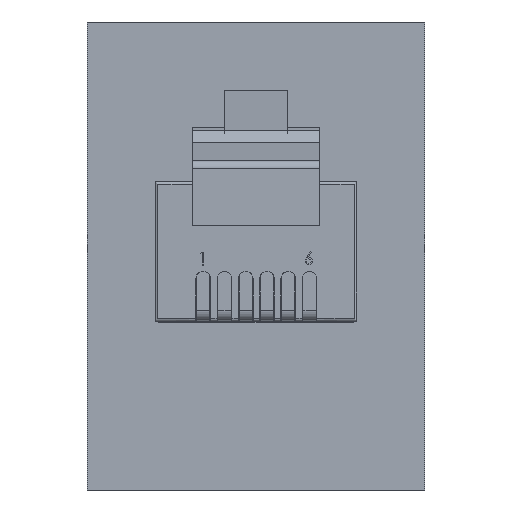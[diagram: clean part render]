
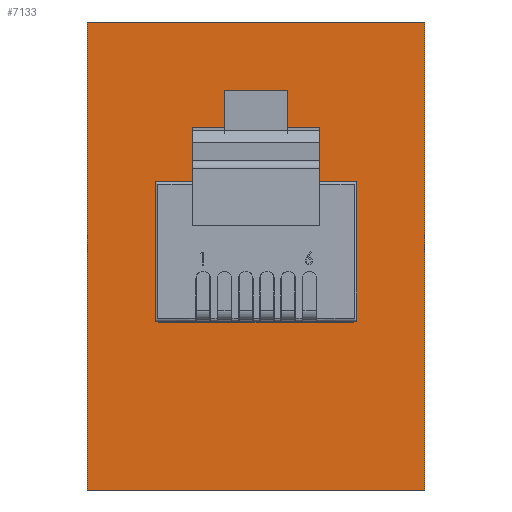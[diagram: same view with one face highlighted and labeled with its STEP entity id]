
A CAD part, front view. The second image highlights one B-rep face of the part: STEP entity #7133.
In plain terms, the highlighted planar face has unit normal (0, -1, 0).
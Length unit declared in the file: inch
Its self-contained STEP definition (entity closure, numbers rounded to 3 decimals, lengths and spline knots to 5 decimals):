
#7034 = VERTEX_POINT ( 'NONE', #7949 ) ;
#7036 = VERTEX_POINT ( 'NONE', #7947 ) ;
#7037 = EDGE_CURVE ( 'NONE', #7036, #7034, #7946, .T. ) ;
#7038 = ORIENTED_EDGE ( 'NONE', *, *, #7037, .F. ) ;
#7108 = VERTEX_POINT ( 'NONE', #8069 ) ;
#7126 = EDGE_CURVE ( 'NONE', #7231, #7108, #8350, .T. ) ;
#7128 = ORIENTED_EDGE ( 'NONE', *, *, #7132, .F. ) ;
#7129 = ORIENTED_EDGE ( 'NONE', *, *, #7179, .F. ) ;
#7130 = EDGE_LOOP ( 'NONE', ( #7038, #7142, #7145, #7148 ) ) ;
#7132 = EDGE_CURVE ( 'NONE', #7182, #7239, #8246, .T. ) ;
#7133 = ADVANCED_FACE ( 'NONE', ( #8283, #8282 ), #8272, .F. ) ;
#7134 = EDGE_LOOP ( 'NONE', ( #7136, #7137, #7128, #7129 ) ) ;
#7136 = ORIENTED_EDGE ( 'NONE', *, *, #7126, .F. ) ;
#7137 = ORIENTED_EDGE ( 'NONE', *, *, #7232, .F. ) ;
#7142 = ORIENTED_EDGE ( 'NONE', *, *, #7143, .F. ) ;
#7143 = EDGE_CURVE ( 'NONE', #7144, #7036, #8241, .T. ) ;
#7144 = VERTEX_POINT ( 'NONE', #8320 ) ;
#7145 = ORIENTED_EDGE ( 'NONE', *, *, #7146, .F. ) ;
#7146 = EDGE_CURVE ( 'NONE', #7147, #7144, #8292, .T. ) ;
#7147 = VERTEX_POINT ( 'NONE', #8247 ) ;
#7148 = ORIENTED_EDGE ( 'NONE', *, *, #7149, .F. ) ;
#7149 = EDGE_CURVE ( 'NONE', #7034, #7147, #8276, .T. ) ;
#7179 = EDGE_CURVE ( 'NONE', #7108, #7182, #8193, .T. ) ;
#7182 = VERTEX_POINT ( 'NONE', #8189 ) ;
#7231 = VERTEX_POINT ( 'NONE', #8481 ) ;
#7232 = EDGE_CURVE ( 'NONE', #7239, #7231, #8449, .T. ) ;
#7239 = VERTEX_POINT ( 'NONE', #8422 ) ;
#7678 = CARTESIAN_POINT ( 'NONE',  ( 0.1825, -0.51, -0.125 ) ) ;
#7730 = DIRECTION ( 'NONE',  ( 0., 0., 1. ) ) ;
#7757 = VECTOR ( 'NONE', #7730, 39.37008 ) ;
#7946 = LINE ( 'NONE', #7678, #7757 ) ;
#7947 = CARTESIAN_POINT ( 'NONE',  ( 0.1825, -0.51, -0.125 ) ) ;
#7949 = CARTESIAN_POINT ( 'NONE',  ( 0.1825, -0.51, 0.125 ) ) ;
#8069 = CARTESIAN_POINT ( 'NONE',  ( -0.3175, -0.51, 0.44 ) ) ;
#8181 = DIRECTION ( 'NONE',  ( 0., 0., 1. ) ) ;
#8182 = VECTOR ( 'NONE', #8181, 39.37008 ) ;
#8189 = CARTESIAN_POINT ( 'NONE',  ( 0.3175, -0.51, 0.44 ) ) ;
#8190 = DIRECTION ( 'NONE',  ( 1., 0., 0. ) ) ;
#8191 = VECTOR ( 'NONE', #8190, 39.37008 ) ;
#8192 = CARTESIAN_POINT ( 'NONE',  ( -0.3175, -0.51, 0.44 ) ) ;
#8193 = LINE ( 'NONE', #8192, #8191 ) ;
#8241 = LINE ( 'NONE', #8323, #8322 ) ;
#8245 = CARTESIAN_POINT ( 'NONE',  ( 0.3175, -0.51, -0.44 ) ) ;
#8246 = LINE ( 'NONE', #8245, #8285 ) ;
#8247 = CARTESIAN_POINT ( 'NONE',  ( -0.1825, -0.51, 0.125 ) ) ;
#8248 = DIRECTION ( 'NONE',  ( 0., 0., -1. ) ) ;
#8249 = DIRECTION ( 'NONE',  ( 0., 0., 1. ) ) ;
#8250 = DIRECTION ( 'NONE',  ( 0., 1., 0. ) ) ;
#8272 = PLANE ( 'NONE',  #8304 ) ;
#8273 = DIRECTION ( 'NONE',  ( -1., 0., 0. ) ) ;
#8274 = VECTOR ( 'NONE', #8273, 39.37008 ) ;
#8275 = CARTESIAN_POINT ( 'NONE',  ( 0.1825, -0.51, 0.125 ) ) ;
#8276 = LINE ( 'NONE', #8275, #8274 ) ;
#8282 = FACE_BOUND ( 'NONE', #7130, .T. ) ;
#8283 = FACE_OUTER_BOUND ( 'NONE', #7134, .T. ) ;
#8284 = DIRECTION ( 'NONE',  ( 0., 0., -1. ) ) ;
#8285 = VECTOR ( 'NONE', #8284, 39.37008 ) ;
#8290 = VECTOR ( 'NONE', #8248, 39.37008 ) ;
#8291 = CARTESIAN_POINT ( 'NONE',  ( -0.1825, -0.51, -0.125 ) ) ;
#8292 = LINE ( 'NONE', #8291, #8290 ) ;
#8303 = CARTESIAN_POINT ( 'NONE',  ( -0.3175, -0.51, 0.44 ) ) ;
#8304 = AXIS2_PLACEMENT_3D ( 'NONE', #8303, #8250, #8249 ) ;
#8320 = CARTESIAN_POINT ( 'NONE',  ( -0.1825, -0.51, -0.125 ) ) ;
#8321 = DIRECTION ( 'NONE',  ( 1., 0., 0. ) ) ;
#8322 = VECTOR ( 'NONE', #8321, 39.37008 ) ;
#8323 = CARTESIAN_POINT ( 'NONE',  ( 0.1825, -0.51, -0.125 ) ) ;
#8349 = CARTESIAN_POINT ( 'NONE',  ( -0.3175, -0.51, -0.44 ) ) ;
#8350 = LINE ( 'NONE', #8349, #8182 ) ;
#8422 = CARTESIAN_POINT ( 'NONE',  ( 0.3175, -0.51, -0.44 ) ) ;
#8440 = DIRECTION ( 'NONE',  ( -1., 0., 0. ) ) ;
#8441 = VECTOR ( 'NONE', #8440, 39.37008 ) ;
#8442 = CARTESIAN_POINT ( 'NONE',  ( -0.3175, -0.51, -0.44 ) ) ;
#8449 = LINE ( 'NONE', #8442, #8441 ) ;
#8481 = CARTESIAN_POINT ( 'NONE',  ( -0.3175, -0.51, -0.44 ) ) ;
